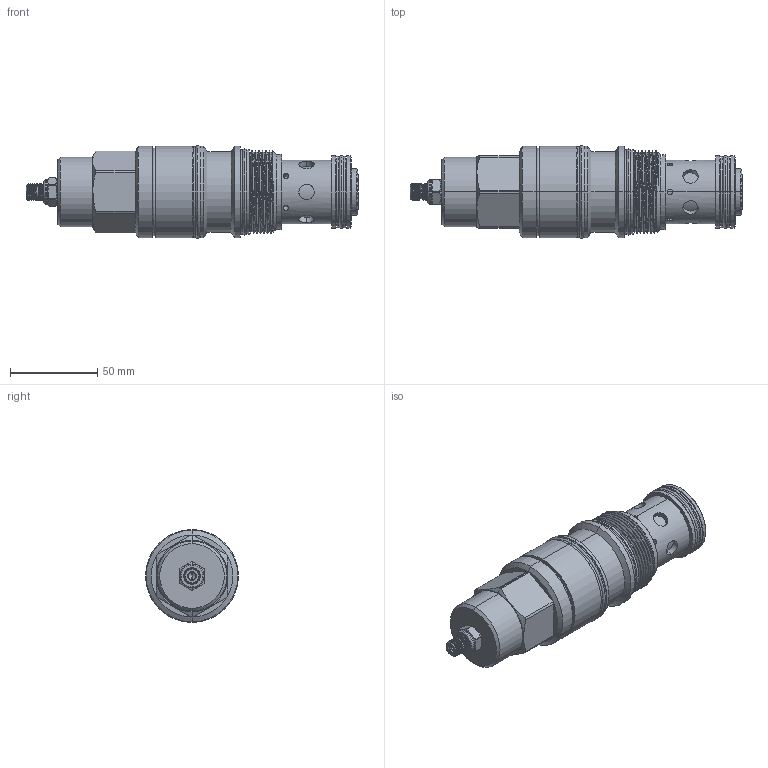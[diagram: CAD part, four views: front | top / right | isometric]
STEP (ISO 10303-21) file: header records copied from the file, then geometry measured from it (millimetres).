
FILE_DESCRIPTION (( 'STEP AP203' ), '1' );
FILE_NAME ('SC19A20-L.STEP', '2020-03-25T03:25:09', ( '' ), ( '' ), 'SwSTEP 2.0', 'SolidWorks 2018', '' );
FILE_SCHEMA (( 'CONFIG_CONTROL_DESIGN' ));
Length unit declared in the file: millimetre
Products named in the file (1): SC19A20-L
Bounding box: 190.08 x 53.11 x 53.11 mm (x, y, z)
Volume: 258528.3 mm3; surface area: 47341.1 mm2
Topology: 8 solids, 9 shells, 353 faces, 808 edges, 496 vertices
Faces by surface type: cylinder 170, plane 70, cone 55, torus 47, bspline 9, sphere 2
Entity records: 18549 total; most frequent: CARTESIAN_POINT 10719, DIRECTION 1639, ORIENTED_EDGE 1612, EDGE_CURVE 806, AXIS2_PLACEMENT_3D 690, VERTEX_POINT 496, EDGE_LOOP 398, FACE_OUTER_BOUND 353
